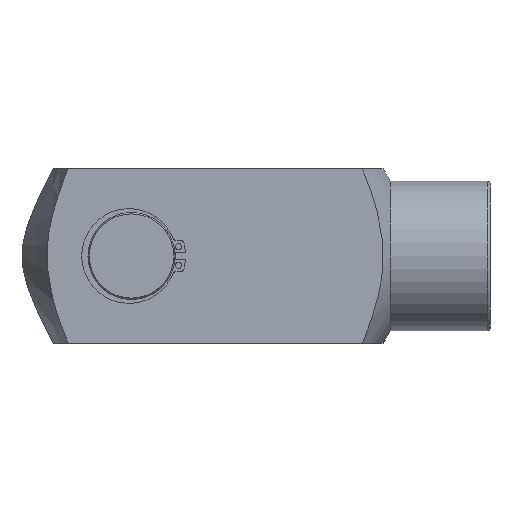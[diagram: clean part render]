
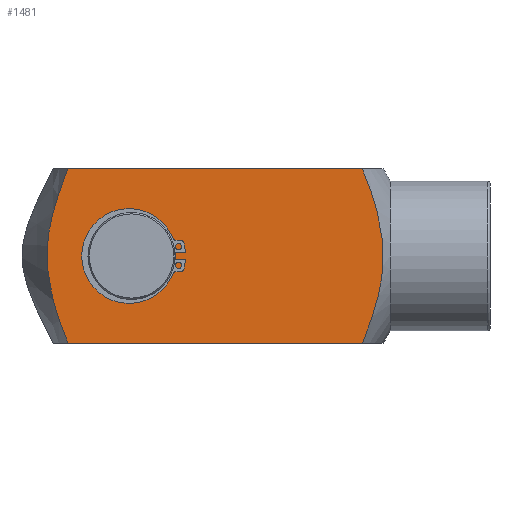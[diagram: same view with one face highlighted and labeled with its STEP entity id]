
A CAD part, left-side view. The second image highlights one B-rep face of the part: STEP entity #1481.
In plain terms, the highlighted planar face has unit normal (-1, 0, 0).
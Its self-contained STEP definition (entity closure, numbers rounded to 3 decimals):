
#5 =( BOUNDED_CURVE ( )  B_SPLINE_CURVE ( 2, ( #687, #2727, #2173 ),
 .UNSPECIFIED., .F., .T. ) 
 B_SPLINE_CURVE_WITH_KNOTS ( ( 3, 3 ),
 ( 16.589, 45.951 ),
 .UNSPECIFIED. ) 
 CURVE ( )  GEOMETRIC_REPRESENTATION_ITEM ( )  RATIONAL_B_SPLINE_CURVE ( ( 3.738, 5.286, 3.738 ) ) 
 REPRESENTATION_ITEM ( '' )  );
#20 = CIRCLE ( 'NONE', #2507, 17.5 ) ;
#35 = PLANE ( 'NONE',  #1656 ) ;
#79 = EDGE_LOOP ( 'NONE', ( #2629, #272, #650, #3273 ) ) ;
#90 =( BOUNDED_CURVE ( )  B_SPLINE_CURVE ( 2, ( #1978, #1929, #1946 ),
 .UNSPECIFIED., .F., .T. ) 
 B_SPLINE_CURVE_WITH_KNOTS ( ( 3, 3 ),
 ( -44.272, -15.89 ),
 .UNSPECIFIED. ) 
 CURVE ( )  GEOMETRIC_REPRESENTATION_ITEM ( )  RATIONAL_B_SPLINE_CURVE ( ( 3.616, 5.114, 3.616 ) ) 
 REPRESENTATION_ITEM ( '' )  );
#134 = DIRECTION ( 'NONE',  ( 0., 1., 0. ) ) ;
#167 = CARTESIAN_POINT ( 'NONE',  ( 19.025, 71.257, 71.5 ) ) ;
#228 = EDGE_CURVE ( 'NONE', #2142, #938, #5, .T. ) ;
#255 = CARTESIAN_POINT ( 'NONE',  ( 19.025, 71.257, 1.5 ) ) ;
#272 = ORIENTED_EDGE ( 'NONE', *, *, #2307, .T. ) ;
#358 = DIRECTION ( 'NONE',  ( 1., 0., 0. ) ) ;
#474 = LINE ( 'NONE', #1954, #2326 ) ;
#534 = CARTESIAN_POINT ( 'NONE',  ( 19.025, 60., 111.5 ) ) ;
#558 = CARTESIAN_POINT ( 'NONE',  ( 19.025, 164., 54. ) ) ;
#604 = VERTEX_POINT ( 'NONE', #1154 ) ;
#618 = DIRECTION ( 'NONE',  ( 1., 0., 0. ) ) ;
#650 = ORIENTED_EDGE ( 'NONE', *, *, #1025, .T. ) ;
#663 = CARTESIAN_POINT ( 'NONE',  ( 19.025, 164., 36.5 ) ) ;
#687 = CARTESIAN_POINT ( 'NONE',  ( 19.025, 71.257, 1.5 ) ) ;
#813 = DIRECTION ( 'NONE',  ( -1., 0., 0. ) ) ;
#938 = VERTEX_POINT ( 'NONE', #167 ) ;
#1025 = EDGE_CURVE ( 'NONE', #2779, #604, #90, .T. ) ;
#1154 = CARTESIAN_POINT ( 'NONE',  ( 19.025, 189.526, 1.5 ) ) ;
#1177 = DIRECTION ( 'NONE',  ( 0., -1., 0. ) ) ;
#1197 = VERTEX_POINT ( 'NONE', #558 ) ;
#1285 = FACE_BOUND ( 'NONE', #2951, .T. ) ;
#1481 = ADVANCED_FACE ( 'NONE', ( #3106, #1285 ), #35, .T. ) ;
#1573 = ORIENTED_EDGE ( 'NONE', *, *, #3226, .T. ) ;
#1584 = DIRECTION ( 'NONE',  ( 0., 0., 1. ) ) ;
#1656 = AXIS2_PLACEMENT_3D ( 'NONE', #534, #813, #1584 ) ;
#1911 = CARTESIAN_POINT ( 'NONE',  ( 19.025, 189.526, 71.5 ) ) ;
#1929 = CARTESIAN_POINT ( 'NONE',  ( 19.025, 203.815, 36.5 ) ) ;
#1946 = CARTESIAN_POINT ( 'NONE',  ( 19.025, 189.526, 1.5 ) ) ;
#1954 = CARTESIAN_POINT ( 'NONE',  ( 19.025, 189.526, 1.5 ) ) ;
#1969 = CARTESIAN_POINT ( 'NONE',  ( 19.025, 164., 19. ) ) ;
#1978 = CARTESIAN_POINT ( 'NONE',  ( 19.025, 189.526, 71.5 ) ) ;
#1995 = ORIENTED_EDGE ( 'NONE', *, *, #2691, .T. ) ;
#2131 = VERTEX_POINT ( 'NONE', #1969 ) ;
#2142 = VERTEX_POINT ( 'NONE', #255 ) ;
#2173 = CARTESIAN_POINT ( 'NONE',  ( 19.025, 71.257, 71.5 ) ) ;
#2182 = VECTOR ( 'NONE', #134, 1000. ) ;
#2307 = EDGE_CURVE ( 'NONE', #938, #2779, #2641, .T. ) ;
#2326 = VECTOR ( 'NONE', #1177, 1000. ) ;
#2507 = AXIS2_PLACEMENT_3D ( 'NONE', #663, #618, #2731 ) ;
#2629 = ORIENTED_EDGE ( 'NONE', *, *, #228, .T. ) ;
#2641 = LINE ( 'NONE', #3171, #2182 ) ;
#2682 = DIRECTION ( 'NONE',  ( 0., 0., 1. ) ) ;
#2691 = EDGE_CURVE ( 'NONE', #1197, #2131, #20, .T. ) ;
#2727 = CARTESIAN_POINT ( 'NONE',  ( 19.025, 56.968, 36.5 ) ) ;
#2731 = DIRECTION ( 'NONE',  ( 0., 0., 1. ) ) ;
#2779 = VERTEX_POINT ( 'NONE', #1911 ) ;
#2886 = CIRCLE ( 'NONE', #3100, 17.5 ) ;
#2890 = CARTESIAN_POINT ( 'NONE',  ( 19.025, 164., 36.5 ) ) ;
#2951 = EDGE_LOOP ( 'NONE', ( #1573, #1995 ) ) ;
#3035 = EDGE_CURVE ( 'NONE', #604, #2142, #474, .T. ) ;
#3100 = AXIS2_PLACEMENT_3D ( 'NONE', #2890, #358, #2682 ) ;
#3106 = FACE_OUTER_BOUND ( 'NONE', #79, .T. ) ;
#3171 = CARTESIAN_POINT ( 'NONE',  ( 19.025, 71.257, 71.5 ) ) ;
#3226 = EDGE_CURVE ( 'NONE', #2131, #1197, #2886, .T. ) ;
#3273 = ORIENTED_EDGE ( 'NONE', *, *, #3035, .T. ) ;
